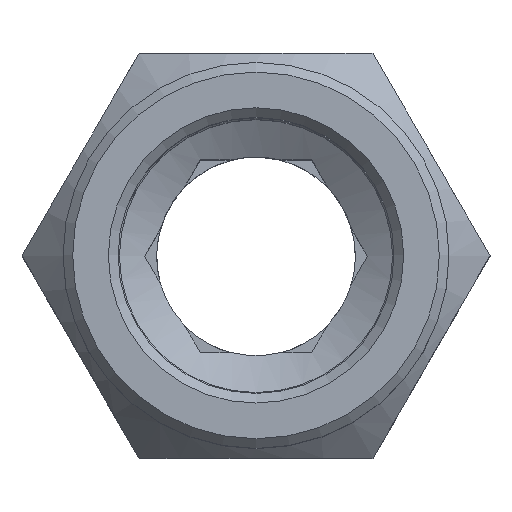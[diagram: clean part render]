
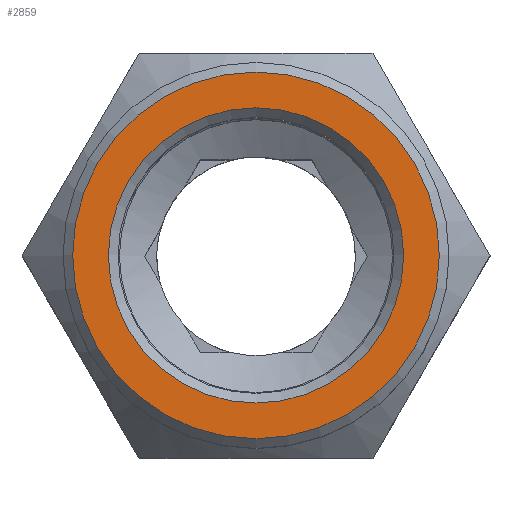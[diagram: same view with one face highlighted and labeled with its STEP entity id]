
A CAD part, top view. The second image highlights one B-rep face of the part: STEP entity #2859.
In plain terms, the highlighted face is planar.
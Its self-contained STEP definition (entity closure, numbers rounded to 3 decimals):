
#1348=PLANE('',#2703);
#1395=ORIENTED_EDGE('',*,*,#1760,.T.);
#1396=ORIENTED_EDGE('',*,*,#1759,.F.);
#1621=CIRCLE('',#2702,7.65);
#1622=CIRCLE('',#2704,9.5);
#1672=VERTEX_POINT('',#2434);
#1673=VERTEX_POINT('',#2437);
#1759=EDGE_CURVE('',#1672,#1672,#1621,.T.);
#1760=EDGE_CURVE('',#1673,#1673,#1622,.T.);
#1884=EDGE_LOOP('',(#1395));
#1885=EDGE_LOOP('',(#1396));
#1984=FACE_BOUND('',#1884,.T.);
#1985=FACE_BOUND('',#1885,.T.);
#2100=DIRECTION('',(0.,1.,0.));
#2101=DIRECTION('',(0.,0.,7.65));
#2102=DIRECTION('',(0.,1.,0.));
#2103=DIRECTION('',(1.,0.,0.));
#2104=DIRECTION('',(0.,1.,0.));
#2105=DIRECTION('',(0.,0.,9.5));
#2434=CARTESIAN_POINT('',(102.83,48.24,0.));
#2435=CARTESIAN_POINT('',(95.18,48.24,0.));
#2436=CARTESIAN_POINT('',(95.18,48.24,0.));
#2437=CARTESIAN_POINT('',(104.68,48.24,0.));
#2438=CARTESIAN_POINT('',(95.18,48.24,0.));
#2702=AXIS2_PLACEMENT_3D('',#2435,#2100,#2101);
#2703=AXIS2_PLACEMENT_3D('',#2436,#2102,#2103);
#2704=AXIS2_PLACEMENT_3D('',#2438,#2104,#2105);
#2859=ADVANCED_FACE('',(#1984,#1985),#1348,.T.);
